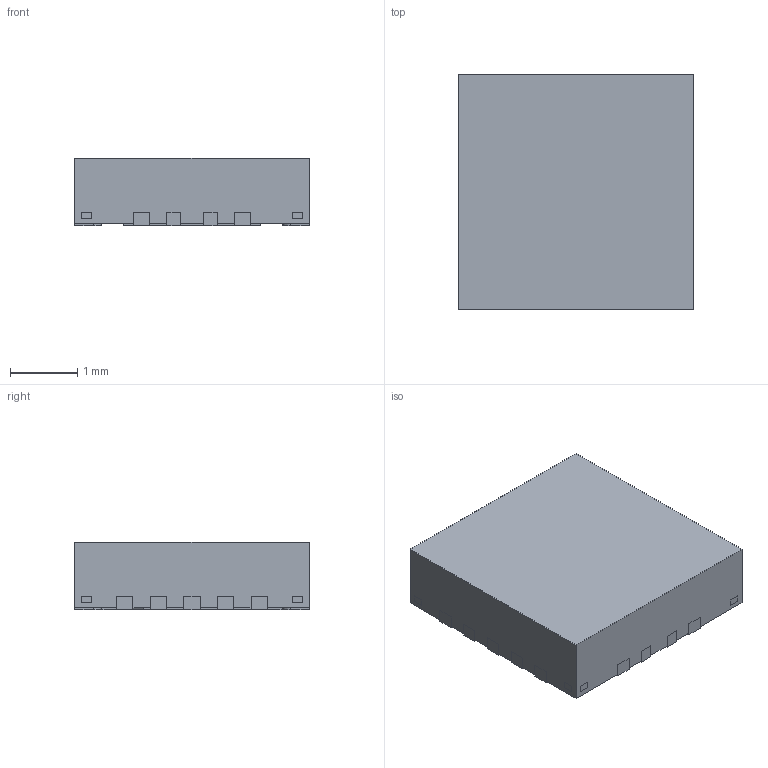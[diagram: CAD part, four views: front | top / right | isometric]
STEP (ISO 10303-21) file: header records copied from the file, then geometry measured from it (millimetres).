
FILE_DESCRIPTION((''),'2;1');
FILE_NAME('RHL0014A_ASM','2017-05-24T',('a0412086'),(''),'CREO PARAMETRIC BY PTC INC, 2016050','CREO PARAMETRIC BY PTC INC, 2016050','');
FILE_SCHEMA(('AUTOMOTIVE_DESIGN { 1 0 10303 214 1 1 1 1 }'));
Length unit declared in the file: millimetre
Products named in the file (3): FRAME; BODY; RHL0014A_ASM
Assembly tree (2 placements, depth 2):
  RHL0014A_ASM
    FRAME
    BODY
Bounding box: 3.5 x 3.5 x 1 mm (x, y, z)
Volume: 12.1 mm3; surface area: 61.4 mm2
Topology: 20 solids, 20 shells, 246 faces, 618 edges, 412 vertices
Faces by surface type: plane 218, cylinder 28
Entity records: 9595 total; most frequent: CARTESIAN_POINT 1288, ORIENTED_EDGE 1236, DIRECTION 1176, PRESENTATION_STYLE_ASSIGNMENT 664, STYLED_ITEM 638, CURVE_STYLE 618, EDGE_CURVE 618, VECTOR 562
